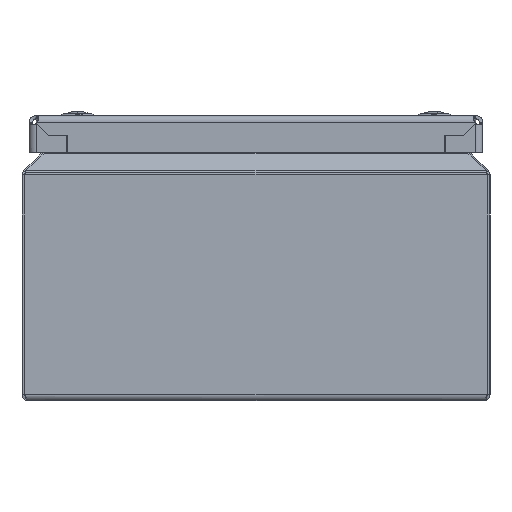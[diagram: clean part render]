
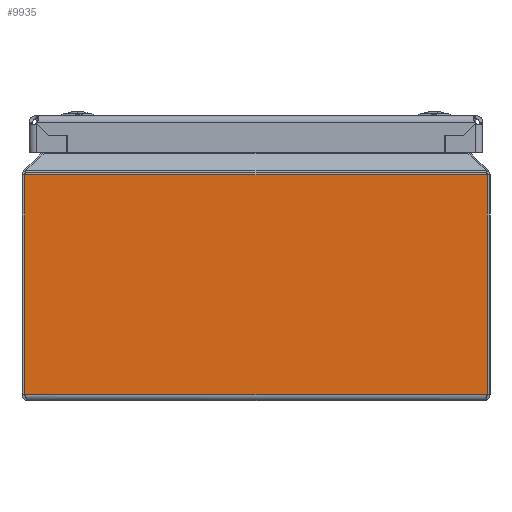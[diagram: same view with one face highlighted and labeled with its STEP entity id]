
A CAD part, left-side view. The second image highlights one B-rep face of the part: STEP entity #9935.
In plain terms, the highlighted planar face has unit normal (-1, 0, 0).
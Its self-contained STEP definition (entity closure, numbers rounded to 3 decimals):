
#116 = CARTESIAN_POINT ( 'NONE',  ( -200., 98.75, 96.482 ) ) ;
#117 = DIRECTION ( 'NONE',  ( 0., 0., -1. ) ) ;
#118 = VECTOR ( 'NONE', #117, 1000. ) ;
#119 = CARTESIAN_POINT ( 'NONE',  ( -200., 98.75, 96.482 ) ) ;
#120 = LINE ( 'NONE', #119, #118 ) ;
#240 = DIRECTION ( 'NONE',  ( 0., 0., -1. ) ) ;
#241 = DIRECTION ( 'NONE',  ( -1., 0., 0. ) ) ;
#242 = CARTESIAN_POINT ( 'NONE',  ( -200., 2086.25, 96.482 ) ) ;
#243 = AXIS2_PLACEMENT_3D ( 'NONE', #242, #241, #240 ) ;
#244 = PLANE ( 'NONE',  #243 ) ;
#245 = FACE_OUTER_BOUND ( 'NONE', #9936, .T. ) ;
#280 = CARTESIAN_POINT ( 'NONE',  ( -200., -98.75, 96.482 ) ) ;
#287 = DIRECTION ( 'NONE',  ( 0., -1., 0. ) ) ;
#288 = VECTOR ( 'NONE', #287, 1000. ) ;
#289 = CARTESIAN_POINT ( 'NONE',  ( -200., 2086.25, 2.5 ) ) ;
#290 = LINE ( 'NONE', #289, #288 ) ;
#291 = DIRECTION ( 'NONE',  ( 0., -1., 0. ) ) ;
#292 = VECTOR ( 'NONE', #291, 1000. ) ;
#293 = CARTESIAN_POINT ( 'NONE',  ( -200., 2086.25, 96.482 ) ) ;
#294 = LINE ( 'NONE', #293, #292 ) ;
#302 = CARTESIAN_POINT ( 'NONE',  ( -200., -98.75, 2.5 ) ) ;
#303 = DIRECTION ( 'NONE',  ( 0., 0., 1. ) ) ;
#304 = VECTOR ( 'NONE', #303, 1000. ) ;
#305 = CARTESIAN_POINT ( 'NONE',  ( -200., -98.75, 96.482 ) ) ;
#306 = LINE ( 'NONE', #305, #304 ) ;
#9824 = VERTEX_POINT ( 'NONE', #28227 ) ;
#9880 = EDGE_CURVE ( 'NONE', #9881, #9824, #120, .T. ) ;
#9881 = VERTEX_POINT ( 'NONE', #116 ) ;
#9935 = ADVANCED_FACE ( 'NONE', ( #245 ), #244, .T. ) ;
#9936 = EDGE_LOOP ( 'NONE', ( #9937, #9938, #9940, #9941 ) ) ;
#9937 = ORIENTED_EDGE ( 'NONE', *, *, #9957, .T. ) ;
#9938 = ORIENTED_EDGE ( 'NONE', *, *, #9939, .F. ) ;
#9939 = EDGE_CURVE ( 'NONE', #9881, #9946, #294, .T. ) ;
#9940 = ORIENTED_EDGE ( 'NONE', *, *, #9880, .T. ) ;
#9941 = ORIENTED_EDGE ( 'NONE', *, *, #9942, .T. ) ;
#9942 = EDGE_CURVE ( 'NONE', #9824, #9958, #290, .T. ) ;
#9946 = VERTEX_POINT ( 'NONE', #280 ) ;
#9957 = EDGE_CURVE ( 'NONE', #9958, #9946, #306, .T. ) ;
#9958 = VERTEX_POINT ( 'NONE', #302 ) ;
#28227 = CARTESIAN_POINT ( 'NONE',  ( -200., 98.75, 2.5 ) ) ;
